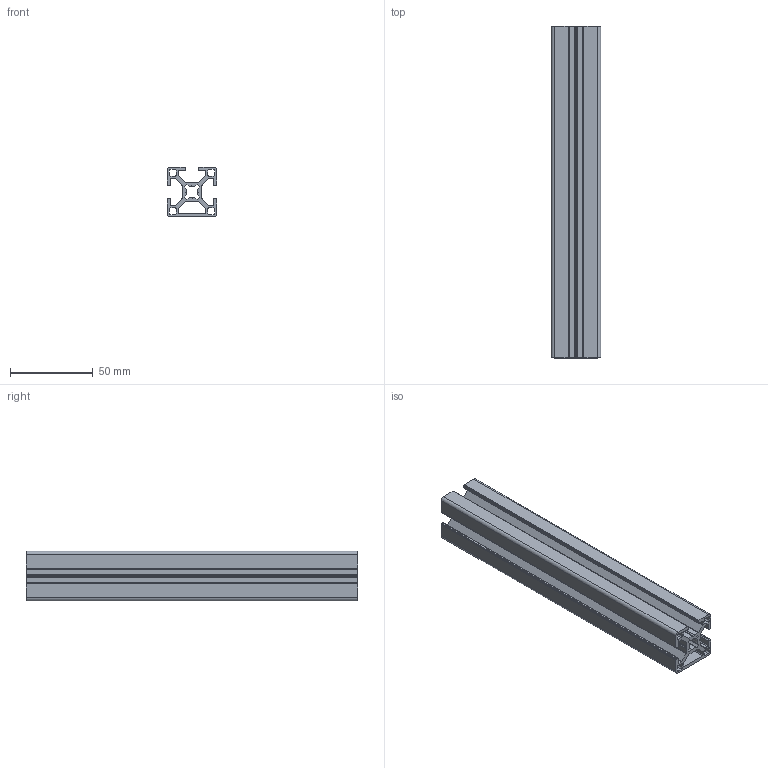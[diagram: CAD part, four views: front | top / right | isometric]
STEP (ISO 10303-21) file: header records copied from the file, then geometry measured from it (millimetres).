
FILE_DESCRIPTION(/* description */ ('Aluminiumprofil 30x30 3N'),/* implementation_level */ '2;1');
FILE_NAME(/* name */ 'Syskomp 481992400 Aluminiumprofil 30x30 3N.stp',/* time_stamp */ '2017-01-18T07:57:51+01:00',/* author */ ('wheldmann'),/* organization */ (''),/* preprocessor_version */ 'ST-DEVELOPER v16.1',/* originating_system */ 'Autodesk Inventor 2016',/* authorisation */ ' ');
FILE_SCHEMA (('AUTOMOTIVE_DESIGN { 1 0 10303 214 3 1 1 }'));
Length unit declared in the file: millimetre
Products named in the file (1): 481992400 Aluminiumprofil 30x30 3N - 200
Bounding box: 30 x 200 x 30 mm (x, y, z)
Volume: 66426.6 mm3; surface area: 69206.3 mm2
Topology: 1 solids, 1 shells, 172 faces, 510 edges, 340 vertices
Faces by surface type: plane 90, cylinder 82
Entity records: 5846 total; most frequent: CARTESIAN_POINT 1023, ORIENTED_EDGE 1020, DIRECTION 1020, EDGE_CURVE 510, LINE 346, VECTOR 346, VERTEX_POINT 340, AXIS2_PLACEMENT_3D 337
